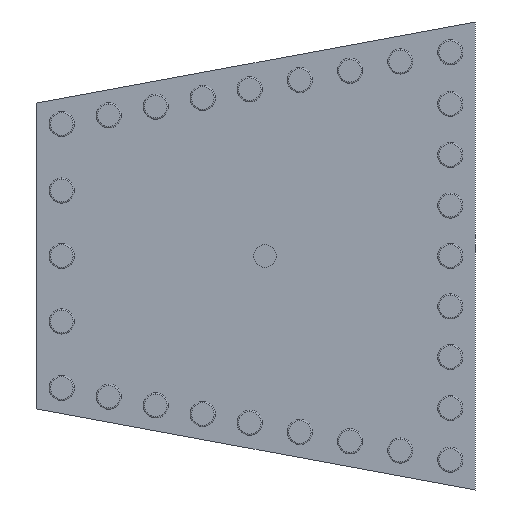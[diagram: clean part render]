
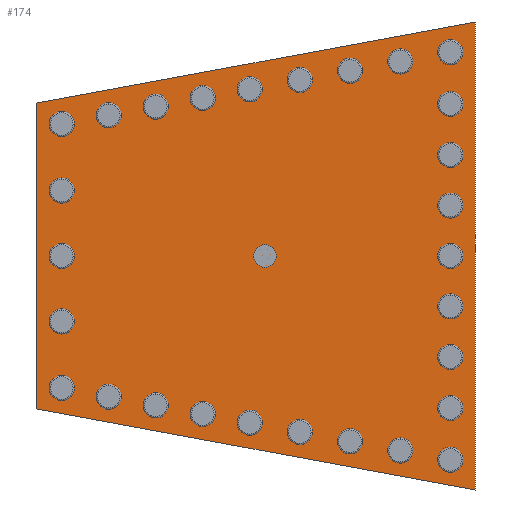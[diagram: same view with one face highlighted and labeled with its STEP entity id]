
A CAD part, front view. The second image highlights one B-rep face of the part: STEP entity #174.
In plain terms, the highlighted planar face has unit normal (0, -1, 0).
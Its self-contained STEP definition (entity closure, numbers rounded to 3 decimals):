
#32=CARTESIAN_POINT('',(16.752,0.,-18.621));
#33=VERTEX_POINT('',#32);
#34=CARTESIAN_POINT('',(16.752,0.,18.621));
#35=VERTEX_POINT('',#34);
#36=CARTESIAN_POINT('',(16.752,0.,-18.621));
#37=DIRECTION('',(0.,0.,1.));
#38=VECTOR('',#37,37.241);
#39=LINE('',#36,#38);
#40=EDGE_CURVE('',#33,#35,#39,.T.);
#72=CARTESIAN_POINT('',(-18.168,0.,-12.168));
#73=VERTEX_POINT('',#72);
#74=CARTESIAN_POINT('',(-18.168,0.,-12.168));
#75=DIRECTION('',(0.983,0.,-0.182));
#76=VECTOR('',#75,35.511);
#77=LINE('',#74,#76);
#78=EDGE_CURVE('',#73,#33,#77,.T.);
#103=CARTESIAN_POINT('',(-18.168,0.,12.168));
#104=VERTEX_POINT('',#103);
#105=CARTESIAN_POINT('',(-18.168,0.,12.168));
#106=DIRECTION('',(-0.,0.,-1.));
#107=VECTOR('',#106,24.336);
#108=LINE('',#105,#107);
#109=EDGE_CURVE('',#104,#73,#108,.T.);
#134=CARTESIAN_POINT('',(16.752,0.,18.621));
#135=DIRECTION('',(-0.983,0.,-0.182));
#136=VECTOR('',#135,35.511);
#137=LINE('',#134,#136);
#138=EDGE_CURVE('',#35,#104,#137,.T.);
#163=CARTESIAN_POINT('',(0.,0.,0.));
#164=DIRECTION('',(0.,-1.,0.));
#165=DIRECTION('',(1.,0.,0.));
#166=AXIS2_PLACEMENT_3D('',#163,#164,#165);
#167=PLANE('',#166);
#168=ORIENTED_EDGE('',*,*,#40,.T.);
#169=ORIENTED_EDGE('',*,*,#138,.T.);
#170=ORIENTED_EDGE('',*,*,#109,.T.);
#171=ORIENTED_EDGE('',*,*,#78,.T.);
#172=EDGE_LOOP('',(#168,#169,#170,#171));
#173=FACE_BOUND('',#172,.T.);
#174=ADVANCED_FACE('',(#173),#167,.T.);
